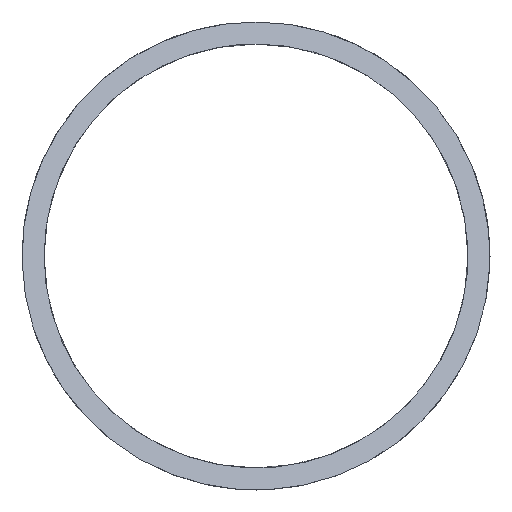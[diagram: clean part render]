
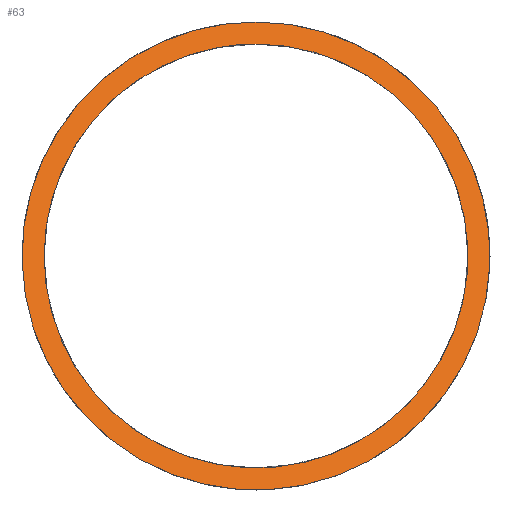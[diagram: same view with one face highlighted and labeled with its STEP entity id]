
A CAD part, front view. The second image highlights one B-rep face of the part: STEP entity #63.
In plain terms, the highlighted planar face has unit normal (0, -0.866, 0.5).
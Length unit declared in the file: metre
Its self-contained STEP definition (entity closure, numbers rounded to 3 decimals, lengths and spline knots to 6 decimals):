
#21=PLANE('',#84);
#30=ORIENTED_EDGE('',*,*,#32,.T.);
#31=ORIENTED_EDGE('',*,*,#34,.F.);
#32=EDGE_CURVE('',#36,#36,#40,.T.);
#34=EDGE_CURVE('',#38,#38,#41,.T.);
#36=VERTEX_POINT('',#106);
#38=VERTEX_POINT('',#111);
#40=ELLIPSE('',#78,0.02217,0.0192);
#41=ELLIPSE('',#81,0.02448,0.0212);
#48=EDGE_LOOP('',(#30));
#49=EDGE_LOOP('',(#31));
#56=FACE_BOUND('',#48,.T.);
#57=FACE_BOUND('',#49,.T.);
#63=ADVANCED_FACE('',(#56,#57),#21,.F.);
#78=AXIS2_PLACEMENT_3D('',#105,#89,#90);
#81=AXIS2_PLACEMENT_3D('',#110,#95,#96);
#84=AXIS2_PLACEMENT_3D('',#115,#101,#102);
#89=DIRECTION('',(0.,0.866,-0.5));
#90=DIRECTION('',(0.,0.5,0.866));
#95=DIRECTION('',(0.,0.866,-0.5));
#96=DIRECTION('',(0.,0.5,0.866));
#101=DIRECTION('',(0.,0.866,-0.5));
#102=DIRECTION('',(0.,0.5,0.866));
#105=CARTESIAN_POINT('',(0.,-0.78776,0.));
#106=CARTESIAN_POINT('',(0.,-0.776675,0.0192));
#110=CARTESIAN_POINT('',(0.,-0.78776,0.));
#111=CARTESIAN_POINT('',(0.,-0.77552,0.0212));
#115=CARTESIAN_POINT('',(-0.802254,-0.78776,0.));
